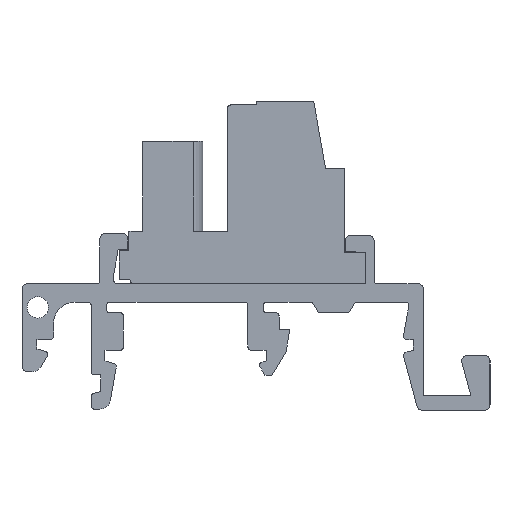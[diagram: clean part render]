
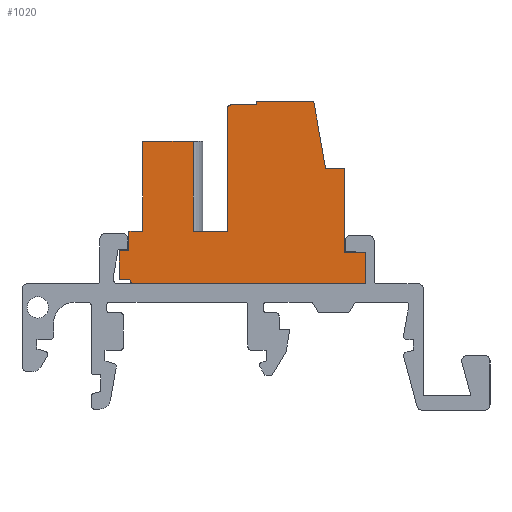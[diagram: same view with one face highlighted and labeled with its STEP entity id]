
A CAD part, left-side view. The second image highlights one B-rep face of the part: STEP entity #1020.
In plain terms, the highlighted planar face has unit normal (-1, 0, 0).
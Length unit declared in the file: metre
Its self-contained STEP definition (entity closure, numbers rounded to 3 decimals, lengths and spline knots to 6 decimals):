
#1020=ADVANCED_FACE('',(#2648),#2649,.F.);
#2648=FACE_OUTER_BOUND('',#4986,.T.);
#2649=PLANE('',#4987);
#4986=EDGE_LOOP('',(#7991,#7992,#7993,#7994,#7995,#7996,#7997,#7998,#7999,#8000,#8001,#8002,#8003,#8004,#8005,#8006,#8007,#8008,#8009,#8010,#8011));
#4987=AXIS2_PLACEMENT_3D('',#8012,#8013,#8014);
#7991=ORIENTED_EDGE('',*,*,#14172,.F.);
#7992=ORIENTED_EDGE('',*,*,#14173,.T.);
#7993=ORIENTED_EDGE('',*,*,#13832,.T.);
#7994=ORIENTED_EDGE('',*,*,#13843,.F.);
#7995=ORIENTED_EDGE('',*,*,#14030,.T.);
#7996=ORIENTED_EDGE('',*,*,#14174,.T.);
#7997=ORIENTED_EDGE('',*,*,#14175,.F.);
#7998=ORIENTED_EDGE('',*,*,#14176,.F.);
#7999=ORIENTED_EDGE('',*,*,#14177,.F.);
#8000=ORIENTED_EDGE('',*,*,#14178,.T.);
#8001=ORIENTED_EDGE('',*,*,#14179,.F.);
#8002=ORIENTED_EDGE('',*,*,#14180,.F.);
#8003=ORIENTED_EDGE('',*,*,#14181,.F.);
#8004=ORIENTED_EDGE('',*,*,#13903,.F.);
#8005=ORIENTED_EDGE('',*,*,#14182,.T.);
#8006=ORIENTED_EDGE('',*,*,#14183,.F.);
#8007=ORIENTED_EDGE('',*,*,#14184,.F.);
#8008=ORIENTED_EDGE('',*,*,#14185,.T.);
#8009=ORIENTED_EDGE('',*,*,#14186,.F.);
#8010=ORIENTED_EDGE('',*,*,#14187,.T.);
#8011=ORIENTED_EDGE('',*,*,#14188,.T.);
#8012=CARTESIAN_POINT('',(0.032709,0.18105,0.089516));
#8013=DIRECTION('',(1.0,0.,0.));
#8014=DIRECTION('',(0.,1.0,0.0));
#13832=EDGE_CURVE('',#16608,#16606,#16609,.T.);
#13843=EDGE_CURVE('',#16626,#16606,#16628,.T.);
#13903=EDGE_CURVE('',#16724,#16727,#16728,.T.);
#14030=EDGE_CURVE('',#16626,#16923,#16924,.T.);
#14172=EDGE_CURVE('',#17141,#17142,#17143,.T.);
#14173=EDGE_CURVE('',#17141,#16608,#17144,.T.);
#14174=EDGE_CURVE('',#16923,#17145,#17146,.T.);
#14175=EDGE_CURVE('',#17147,#17145,#17148,.T.);
#14176=EDGE_CURVE('',#17149,#17147,#17150,.T.);
#14177=EDGE_CURVE('',#17151,#17149,#17152,.T.);
#14178=EDGE_CURVE('',#17151,#17153,#17154,.T.);
#14179=EDGE_CURVE('',#17155,#17153,#17156,.T.);
#14180=EDGE_CURVE('',#17157,#17155,#17158,.T.);
#14181=EDGE_CURVE('',#16727,#17157,#17159,.T.);
#14182=EDGE_CURVE('',#16724,#17160,#17161,.T.);
#14183=EDGE_CURVE('',#17162,#17160,#17163,.T.);
#14184=EDGE_CURVE('',#17164,#17162,#17165,.T.);
#14185=EDGE_CURVE('',#17164,#17166,#17167,.T.);
#14186=EDGE_CURVE('',#17168,#17166,#17169,.T.);
#14187=EDGE_CURVE('',#17168,#17170,#17171,.T.);
#14188=EDGE_CURVE('',#17170,#17142,#17172,.T.);
#16606=VERTEX_POINT('',#20619);
#16608=VERTEX_POINT('',#20622);
#16609=LINE('',#20623,#20624);
#16626=VERTEX_POINT('',#20645);
#16628=LINE('',#20648,#20649);
#16724=VERTEX_POINT('',#20785);
#16727=VERTEX_POINT('',#20789);
#16728=LINE('',#20790,#20791);
#16923=VERTEX_POINT('',#21066);
#16924=LINE('',#21067,#21068);
#17141=VERTEX_POINT('',#21372);
#17142=VERTEX_POINT('',#21373);
#17143=CIRCLE('',#21374,0.0004);
#17144=LINE('',#21375,#21376);
#17145=VERTEX_POINT('',#21377);
#17146=LINE('',#21378,#21379);
#17147=VERTEX_POINT('',#21380);
#17148=LINE('',#21381,#21382);
#17149=VERTEX_POINT('',#21383);
#17150=LINE('',#21384,#21385);
#17151=VERTEX_POINT('',#21386);
#17152=LINE('',#21387,#21388);
#17153=VERTEX_POINT('',#21389);
#17154=LINE('',#21390,#21391);
#17155=VERTEX_POINT('',#21392);
#17156=CIRCLE('',#21393,0.0003);
#17157=VERTEX_POINT('',#21394);
#17158=LINE('',#21395,#21396);
#17159=LINE('',#21397,#21398);
#17160=VERTEX_POINT('',#21399);
#17161=LINE('',#21400,#21401);
#17162=VERTEX_POINT('',#21402);
#17163=LINE('',#21403,#21404);
#17164=VERTEX_POINT('',#21405);
#17165=LINE('',#21406,#21407);
#17166=VERTEX_POINT('',#21408);
#17167=LINE('',#21409,#21410);
#17168=VERTEX_POINT('',#21411);
#17169=LINE('',#21412,#21413);
#17170=VERTEX_POINT('',#21414);
#17171=LINE('',#21415,#21416);
#17172=LINE('',#21417,#21418);
#20619=CARTESIAN_POINT('',(0.032709,0.15995,0.090416));
#20622=CARTESIAN_POINT('',(0.032709,0.15995,0.087516));
#20623=CARTESIAN_POINT('',(0.032709,0.15995,0.087616));
#20624=VECTOR('',#25709,1.0);
#20645=CARTESIAN_POINT('',(0.032709,0.16195,0.090416));
#20648=CARTESIAN_POINT('',(0.032709,0.18105,0.090416));
#20649=VECTOR('',#25724,1.0);
#20785=CARTESIAN_POINT('',(0.032709,0.17605,0.100816));
#20789=CARTESIAN_POINT('',(0.032709,0.17605,0.092416));
#20790=CARTESIAN_POINT('',(0.032709,0.17605,0.089516));
#20791=VECTOR('',#25790,1.0);
#21066=CARTESIAN_POINT('',(0.032709,0.16195,0.098266));
#21067=CARTESIAN_POINT('',(0.032709,0.16195,0.089516));
#21068=VECTOR('',#25913,1.0);
#21372=CARTESIAN_POINT('',(0.032709,0.18155,0.087516));
#21373=CARTESIAN_POINT('',(0.032709,0.18195,0.087916));
#21374=AXIS2_PLACEMENT_3D('',#26046,#26047,#26048);
#21375=CARTESIAN_POINT('',(0.032709,0.18195,0.087516));
#21376=VECTOR('',#26049,1.0);
#21377=CARTESIAN_POINT('',(0.032709,0.163682,0.098266));
#21378=CARTESIAN_POINT('',(0.032709,0.16195,0.098266));
#21379=VECTOR('',#26050,1.0);
#21380=CARTESIAN_POINT('',(0.032709,0.164784,0.104516));
#21381=CARTESIAN_POINT('',(0.032709,0.164699,0.104032));
#21382=VECTOR('',#26051,1.0);
#21383=CARTESIAN_POINT('',(0.032709,0.1701,0.104516));
#21384=CARTESIAN_POINT('',(0.032709,0.16195,0.104516));
#21385=VECTOR('',#26052,1.0);
#21386=CARTESIAN_POINT('',(0.032709,0.1701,0.104216));
#21387=CARTESIAN_POINT('',(0.032709,0.1701,0.104215));
#21388=VECTOR('',#26053,1.0);
#21389=CARTESIAN_POINT('',(0.032709,0.17255,0.104216));
#21390=CARTESIAN_POINT('',(0.032709,0.16195,0.104216));
#21391=VECTOR('',#26054,1.0);
#21392=CARTESIAN_POINT('',(0.032709,0.17285,0.103916));
#21393=AXIS2_PLACEMENT_3D('',#26055,#26056,#26057);
#21394=CARTESIAN_POINT('',(0.032709,0.17285,0.092416));
#21395=CARTESIAN_POINT('',(0.032709,0.17285,0.089516));
#21396=VECTOR('',#26058,1.0);
#21397=CARTESIAN_POINT('',(0.032709,0.17495,0.092416));
#21398=VECTOR('',#26059,1.0);
#21399=CARTESIAN_POINT('',(0.032709,0.18075,0.100816));
#21400=CARTESIAN_POINT('',(0.032709,0.18085,0.100816));
#21401=VECTOR('',#26060,1.0);
#21402=CARTESIAN_POINT('',(0.032709,0.18075,0.092416));
#21403=CARTESIAN_POINT('',(0.032709,0.18075,0.089516));
#21404=VECTOR('',#26061,1.0);
#21405=CARTESIAN_POINT('',(0.032709,0.18205,0.092416));
#21406=CARTESIAN_POINT('',(0.032709,0.17495,0.092416));
#21407=VECTOR('',#26062,1.0);
#21408=CARTESIAN_POINT('',(0.032709,0.18205,0.090616));
#21409=CARTESIAN_POINT('',(0.032709,0.18205,0.090616));
#21410=VECTOR('',#26063,1.0);
#21411=CARTESIAN_POINT('',(0.032709,0.18295,0.090616));
#21412=CARTESIAN_POINT('',(0.032709,0.18195,0.090616));
#21413=VECTOR('',#26064,1.0);
#21414=CARTESIAN_POINT('',(0.032709,0.18295,0.087916));
#21415=CARTESIAN_POINT('',(0.032709,0.18295,0.104416));
#21416=VECTOR('',#26065,1.0);
#21417=CARTESIAN_POINT('',(0.032709,0.18105,0.087916));
#21418=VECTOR('',#26066,1.0);
#25709=DIRECTION('',(0.,0.,1.0));
#25724=DIRECTION('',(0.,-1.0,0.0));
#25790=DIRECTION('',(0.,0.,-1.0));
#25913=DIRECTION('',(0.,0.,1.0));
#26046=CARTESIAN_POINT('',(0.032709,0.18155,0.087916));
#26047=DIRECTION('',(1.0,0.,0.));
#26048=DIRECTION('',(0.,0.,1.0));
#26049=DIRECTION('',(0.,-1.0,0.));
#26050=DIRECTION('',(0.,1.0,0.));
#26051=DIRECTION('',(0.,-0.174,-0.985));
#26052=DIRECTION('',(0.,-1.0,0.));
#26053=DIRECTION('',(0.,0.,1.0));
#26054=DIRECTION('',(0.,1.0,0.));
#26055=CARTESIAN_POINT('',(0.032709,0.17255,0.103916));
#26056=DIRECTION('',(1.0,0.,0.));
#26057=DIRECTION('',(0.,0.,1.0));
#26058=DIRECTION('',(0.,0.,1.0));
#26059=DIRECTION('',(0.,-1.0,0.));
#26060=DIRECTION('',(0.,1.0,0.));
#26061=DIRECTION('',(0.,0.,1.0));
#26062=DIRECTION('',(0.,-1.0,0.));
#26063=DIRECTION('',(0.,0.,-1.0));
#26064=DIRECTION('',(0.,-1.0,0.));
#26065=DIRECTION('',(0.,0.,-1.0));
#26066=DIRECTION('',(0.,-1.0,0.0));
